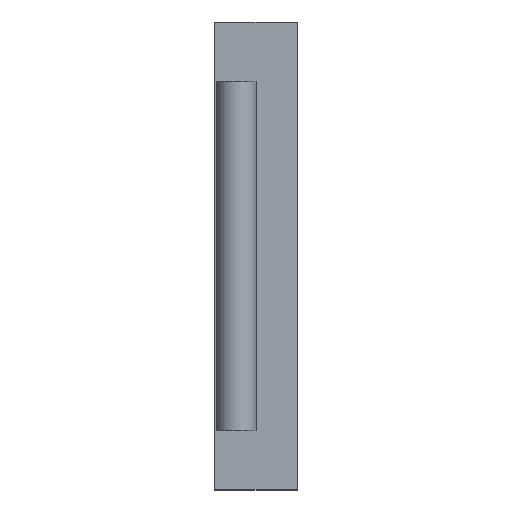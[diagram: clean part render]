
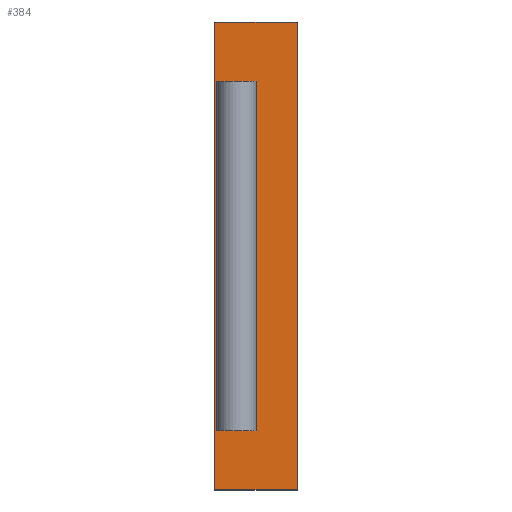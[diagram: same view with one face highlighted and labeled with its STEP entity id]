
A CAD part, top view. The second image highlights one B-rep face of the part: STEP entity #384.
In plain terms, the highlighted planar face has unit normal (0, 0, 1).
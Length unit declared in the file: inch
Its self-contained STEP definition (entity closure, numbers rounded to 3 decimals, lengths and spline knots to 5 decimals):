
#100=FACE_OUTER_BOUND('',#124,.T.);
#124=EDGE_LOOP('',(#303,#304,#305,#306));
#168=LINE('',#622,#192);
#170=LINE('',#626,#194);
#172=LINE('',#630,#196);
#174=LINE('',#633,#198);
#192=VECTOR('',#509,3.5);
#194=VECTOR('',#513,19.75);
#196=VECTOR('',#517,3.5);
#198=VECTOR('',#521,19.75);
#215=VERTEX_POINT('',#619);
#216=VERTEX_POINT('',#621);
#217=VERTEX_POINT('',#625);
#218=VERTEX_POINT('',#629);
#248=EDGE_CURVE('',#215,#216,#168,.T.);
#250=EDGE_CURVE('',#216,#217,#170,.T.);
#252=EDGE_CURVE('',#217,#218,#172,.T.);
#254=EDGE_CURVE('',#218,#215,#174,.T.);
#303=ORIENTED_EDGE('',*,*,#248,.F.);
#304=ORIENTED_EDGE('',*,*,#254,.F.);
#305=ORIENTED_EDGE('',*,*,#252,.F.);
#306=ORIENTED_EDGE('',*,*,#250,.F.);
#368=PLANE('',#458);
#384=ADVANCED_FACE('',(#100),#368,.T.);
#458=AXIS2_PLACEMENT_3D('',#634,#522,#523);
#509=DIRECTION('',(-1.,0.,0.));
#513=DIRECTION('',(0.,1.,0.));
#517=DIRECTION('',(1.,0.,0.));
#521=DIRECTION('',(0.,-1.,0.));
#522=DIRECTION('center_axis',(0.,0.,1.));
#523=DIRECTION('ref_axis',(1.,0.,0.));
#619=CARTESIAN_POINT('',(3.5,0.,0.25));
#621=CARTESIAN_POINT('',(0.,0.,0.25));
#622=CARTESIAN_POINT('',(3.5,0.,0.25));
#625=CARTESIAN_POINT('',(0.,19.75,0.25));
#626=CARTESIAN_POINT('',(0.,0.,0.25));
#629=CARTESIAN_POINT('',(3.5,19.75,0.25));
#630=CARTESIAN_POINT('',(0.,19.75,0.25));
#633=CARTESIAN_POINT('',(3.5,19.75,0.25));
#634=CARTESIAN_POINT('Origin',(0.,0.,0.25));
